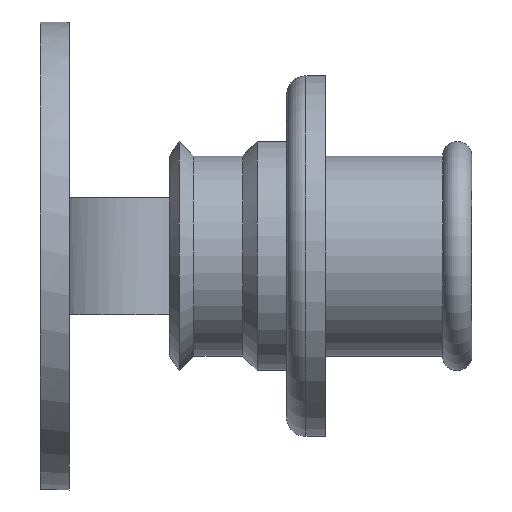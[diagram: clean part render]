
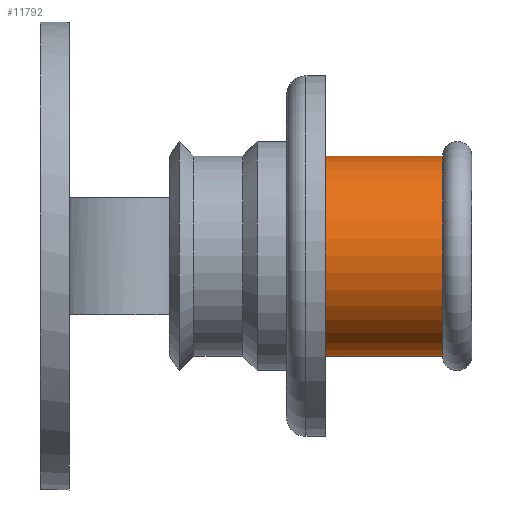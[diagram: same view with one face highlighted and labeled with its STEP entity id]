
A CAD part, front view. The second image highlights one B-rep face of the part: STEP entity #11792.
In plain terms, the highlighted cylindrical face has radius 10.25 mm (diameter 20.5 mm), a full revolution.
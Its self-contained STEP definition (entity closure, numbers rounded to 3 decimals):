
#7804=CARTESIAN_POINT('',(16.,10.25,0.0));
#7805=VERTEX_POINT('',#7804);
#7806=CARTESIAN_POINT('',(16.,0.,0.0));
#7807=DIRECTION('',(1.0,0.0,0.0));
#7808=DIRECTION('',(0.0,1.0,0.0));
#7809=AXIS2_PLACEMENT_3D('',#7806,#7807,#7808);
#7810=CIRCLE('',#7809,10.25);
#7811=EDGE_CURVE('',#7805,#7805,#7810,.T.);
#11773=CARTESIAN_POINT('',(22.0,0.,0.0));
#11774=DIRECTION('',(1.0,0.,0.0));
#11775=DIRECTION('',(0.0,1.0,0.0));
#11776=AXIS2_PLACEMENT_3D('',#11773,#11774,#11775);
#11777=CYLINDRICAL_SURFACE('',#11776,10.25);
#11778=CARTESIAN_POINT('',(28.,10.25,0.0));
#11779=VERTEX_POINT('',#11778);
#11780=CARTESIAN_POINT('',(28.,0.,0.0));
#11781=DIRECTION('',(1.0,0.0,0.0));
#11782=DIRECTION('',(0.0,1.0,0.0));
#11783=AXIS2_PLACEMENT_3D('',#11780,#11781,#11782);
#11784=CIRCLE('',#11783,10.25);
#11785=EDGE_CURVE('',#11779,#11779,#11784,.T.);
#11786=ORIENTED_EDGE('',*,*,#11785,.F.);
#11787=EDGE_LOOP('',(#11786));
#11788=FACE_OUTER_BOUND('',#11787,.T.);
#11789=ORIENTED_EDGE('',*,*,#7811,.T.);
#11790=EDGE_LOOP('',(#11789));
#11791=FACE_BOUND('',#11790,.T.);
#11792=ADVANCED_FACE('',(#11788,#11791),#11777,.T.);
